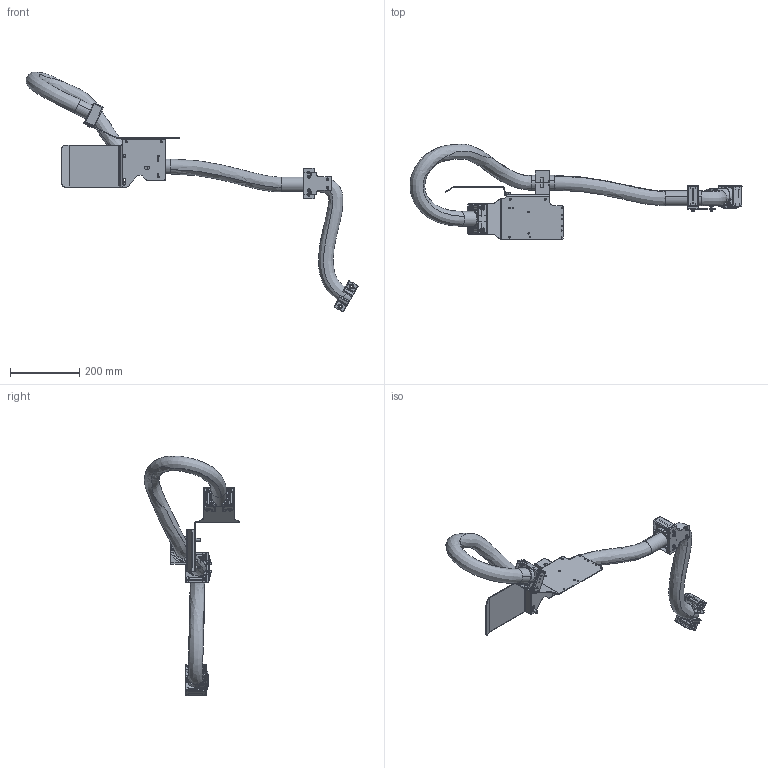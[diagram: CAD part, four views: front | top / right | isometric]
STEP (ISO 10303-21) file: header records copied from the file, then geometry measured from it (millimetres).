
FILE_DESCRIPTION (( 'STEP AP203' ), '1' );
FILE_NAME ('P0126-2.STEP', '2020-04-06T10:29:09', ( '' ), ( '' ), 'SwSTEP 2.0', 'SolidWorks 2019', '' );
FILE_SCHEMA (( 'CONFIG_CONTROL_DESIGN' ));
Products named in the file (1): P0126-2
Bounding box: 955.66 x 274.73 x 690.35 mm (x, y, z)
Volume: 1099634.4 mm3; surface area: 734345.1 mm2
Topology: 25 solids, 25 shells, 2033 faces, 5303 edges, 3314 vertices
Faces by surface type: cylinder 824, plane 697, bspline 316, torus 80, cone 72, sphere 44
Entity records: 112834 total; most frequent: CARTESIAN_POINT 64078, ORIENTED_EDGE 10462, DIRECTION 10007, EDGE_CURVE 5231, AXIS2_PLACEMENT_3D 3768, VERTEX_POINT 3314, LINE 2471, VECTOR 2471
